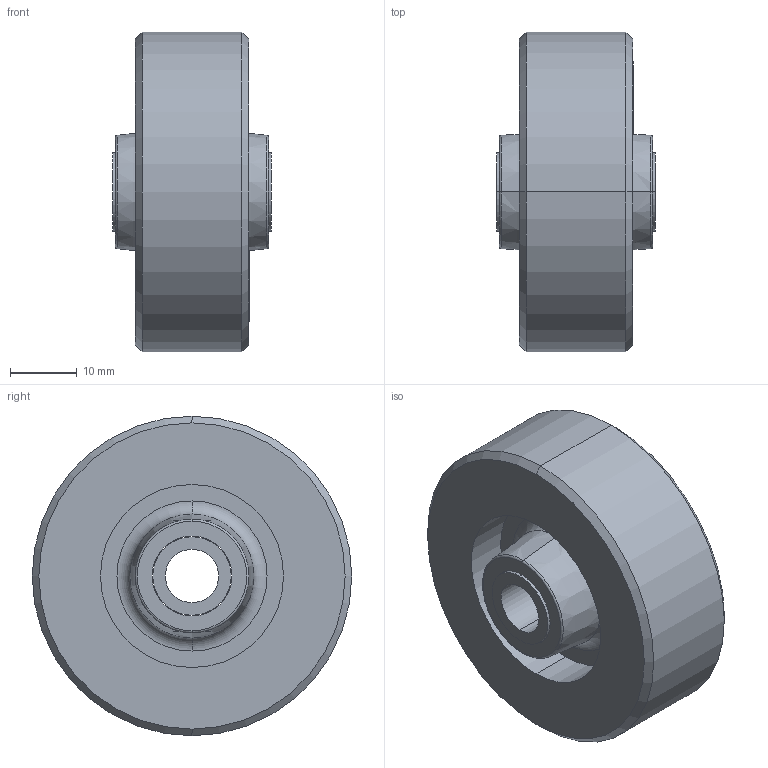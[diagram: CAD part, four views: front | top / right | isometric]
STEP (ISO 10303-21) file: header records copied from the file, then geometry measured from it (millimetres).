
FILE_DESCRIPTION (( 'STEP AP214' ), '1' );
FILE_NAME ('0011543_2400-48-8-Gelb.step', '2017-09-19T12:48:41', ( '' ), ( '' ), 'SwSTEP 2.0', 'SolidWorks 2016', '' );
FILE_SCHEMA (( 'AUTOMOTIVE_DESIGN' ));
Length unit declared in the file: millimetre
Products named in the file (5): 0026632_2400-48_Rolle; 0026632-001_2400-48_Lauffläche; 0011543_2400-48-8-Gelb; 0027885_Achsrohr; 0026632-002_2400-48_Radkörper
Assembly tree (4 placements, depth 3):
  0011543_2400-48-8-Gelb
    0026632_2400-48_Rolle
      0026632-001_2400-48_Lauffläche
      0026632-002_2400-48_Radkörper
    0027885_Achsrohr
Bounding box: 23.8 x 48 x 48 mm (x, y, z)
Volume: 26782.4 mm3; surface area: 17090.7 mm2
Topology: 3 solids, 3 shells, 204 faces, 513 edges, 338 vertices
Faces by surface type: plane 119, bspline 45, cylinder 24, cone 8, torus 8
Entity records: 8557 total; most frequent: CARTESIAN_POINT 3684, ORIENTED_EDGE 1026, DIRECTION 833, EDGE_CURVE 513, VECTOR 347, LINE 347, VERTEX_POINT 338, AXIS2_PLACEMENT_3D 243
